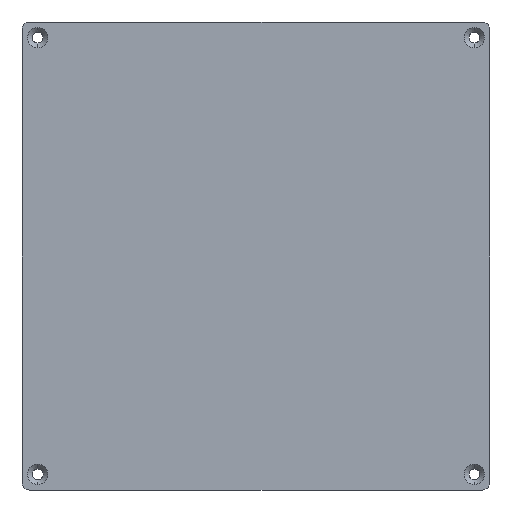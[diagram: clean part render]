
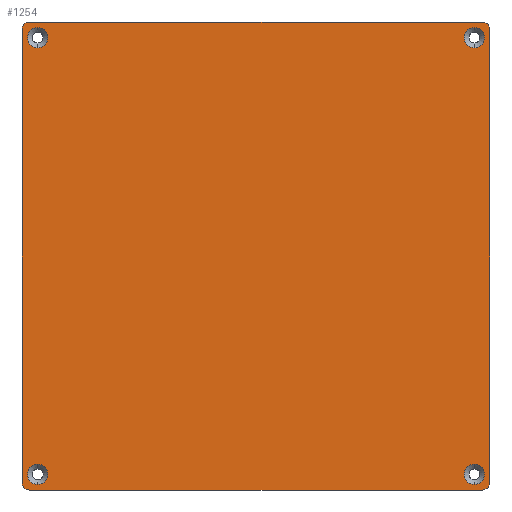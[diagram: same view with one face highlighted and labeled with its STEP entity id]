
A CAD part, front view. The second image highlights one B-rep face of the part: STEP entity #1254.
In plain terms, the highlighted planar face has unit normal (0, -1, 0).
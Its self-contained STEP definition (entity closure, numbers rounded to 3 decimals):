
#37 = CARTESIAN_POINT ( 'NONE',  ( -140., 0., 140. ) ) ;
#38 = ORIENTED_EDGE ( 'NONE', *, *, #7606, .T. ) ;
#55 = EDGE_CURVE ( 'NONE', #4044, #7708, #6473, .T. ) ;
#73 = CIRCLE ( 'NONE', #3339, 6.5 ) ;
#77 = VERTEX_POINT ( 'NONE', #749 ) ;
#140 = CARTESIAN_POINT ( 'NONE',  ( 140., 0., -140. ) ) ;
#162 = ORIENTED_EDGE ( 'NONE', *, *, #5269, .T. ) ;
#222 = FACE_BOUND ( 'NONE', #5135, .T. ) ;
#301 = DIRECTION ( 'NONE',  ( 1., 0., 0. ) ) ;
#355 = DIRECTION ( 'NONE',  ( 0., -1., 0. ) ) ;
#409 = AXIS2_PLACEMENT_3D ( 'NONE', #6186, #4431, #4996 ) ;
#459 = CIRCLE ( 'NONE', #8009, 6.5 ) ;
#544 = EDGE_CURVE ( 'NONE', #4409, #2038, #7346, .T. ) ;
#564 = VECTOR ( 'NONE', #1364, 1000. ) ;
#621 = CARTESIAN_POINT ( 'NONE',  ( -149.965, 0., -144.407 ) ) ;
#749 = CARTESIAN_POINT ( 'NONE',  ( 145., 0., -150. ) ) ;
#809 = CARTESIAN_POINT ( 'NONE',  ( -139.965, 0., -133.5 ) ) ;
#930 = VECTOR ( 'NONE', #301, 1000. ) ;
#933 = EDGE_LOOP ( 'NONE', ( #2858, #38 ) ) ;
#946 = EDGE_CURVE ( 'NONE', #77, #7329, #7876, .T. ) ;
#1016 = VERTEX_POINT ( 'NONE', #3406 ) ;
#1029 = ORIENTED_EDGE ( 'NONE', *, *, #7684, .T. ) ;
#1085 = CARTESIAN_POINT ( 'NONE',  ( -149.965, 0., 144.407 ) ) ;
#1138 = ORIENTED_EDGE ( 'NONE', *, *, #6029, .T. ) ;
#1215 = AXIS2_PLACEMENT_3D ( 'NONE', #1698, #355, #7817 ) ;
#1232 = EDGE_CURVE ( 'NONE', #7621, #5680, #5584, .T. ) ;
#1254 = ADVANCED_FACE ( 'NONE', ( #2669, #222, #5645, #4508, #5156 ), #4467, .F. ) ;
#1287 = ORIENTED_EDGE ( 'NONE', *, *, #1232, .T. ) ;
#1356 = CARTESIAN_POINT ( 'NONE',  ( 0., 0., 0. ) ) ;
#1364 = DIRECTION ( 'NONE',  ( 1., 0., 0. ) ) ;
#1413 = CARTESIAN_POINT ( 'NONE',  ( 140., 0., 146.5 ) ) ;
#1484 = DIRECTION ( 'NONE',  ( 0., 0., 1. ) ) ;
#1498 = VECTOR ( 'NONE', #6738, 1000. ) ;
#1602 = CIRCLE ( 'NONE', #1215, 5. ) ;
#1698 = CARTESIAN_POINT ( 'NONE',  ( -145., 0., -145. ) ) ;
#1745 = EDGE_CURVE ( 'NONE', #5680, #7621, #6111, .T. ) ;
#1935 = ORIENTED_EDGE ( 'NONE', *, *, #6667, .T. ) ;
#1975 = CARTESIAN_POINT ( 'NONE',  ( 145., 0., 150. ) ) ;
#2012 = CARTESIAN_POINT ( 'NONE',  ( 140., 0., 133.5 ) ) ;
#2013 = DIRECTION ( 'NONE',  ( 0., 1., 0. ) ) ;
#2020 = AXIS2_PLACEMENT_3D ( 'NONE', #7278, #5285, #5365 ) ;
#2038 = VERTEX_POINT ( 'NONE', #1413 ) ;
#2067 = VERTEX_POINT ( 'NONE', #5785 ) ;
#2099 = CARTESIAN_POINT ( 'NONE',  ( 0., 0., -150. ) ) ;
#2294 = CARTESIAN_POINT ( 'NONE',  ( -149.965, 0., 0. ) ) ;
#2433 = CARTESIAN_POINT ( 'NONE',  ( 145., 0., 145. ) ) ;
#2485 = DIRECTION ( 'NONE',  ( 0., 1., 0. ) ) ;
#2496 = EDGE_CURVE ( 'NONE', #4730, #2067, #1602, .T. ) ;
#2506 = VERTEX_POINT ( 'NONE', #1085 ) ;
#2545 = DIRECTION ( 'NONE',  ( 0., 0., 1. ) ) ;
#2591 = CARTESIAN_POINT ( 'NONE',  ( 140., 0., 140. ) ) ;
#2655 = DIRECTION ( 'NONE',  ( 0., 0., 1. ) ) ;
#2669 = FACE_OUTER_BOUND ( 'NONE', #5459, .T. ) ;
#2761 = CIRCLE ( 'NONE', #6017, 6.5 ) ;
#2858 = ORIENTED_EDGE ( 'NONE', *, *, #544, .T. ) ;
#3057 = AXIS2_PLACEMENT_3D ( 'NONE', #7023, #5151, #6292 ) ;
#3122 = DIRECTION ( 'NONE',  ( 0., 0., 1. ) ) ;
#3139 = DIRECTION ( 'NONE',  ( 0., 0., 1. ) ) ;
#3221 = EDGE_LOOP ( 'NONE', ( #1935, #1138 ) ) ;
#3229 = CARTESIAN_POINT ( 'NONE',  ( -145., 0., 150. ) ) ;
#3292 = DIRECTION ( 'NONE',  ( 0., 0., 1. ) ) ;
#3309 = CARTESIAN_POINT ( 'NONE',  ( 140., 0., -140. ) ) ;
#3339 = AXIS2_PLACEMENT_3D ( 'NONE', #6479, #3410, #3292 ) ;
#3353 = CARTESIAN_POINT ( 'NONE',  ( -139.965, 0., -140. ) ) ;
#3375 = CARTESIAN_POINT ( 'NONE',  ( 150., 0., -145. ) ) ;
#3394 = CIRCLE ( 'NONE', #4185, 6.5 ) ;
#3406 = CARTESIAN_POINT ( 'NONE',  ( -140., 0., 146.5 ) ) ;
#3410 = DIRECTION ( 'NONE',  ( 0., 1., 0. ) ) ;
#3609 = CARTESIAN_POINT ( 'NONE',  ( -140., 0., 133.5 ) ) ;
#3630 = ORIENTED_EDGE ( 'NONE', *, *, #4201, .F. ) ;
#3697 = DIRECTION ( 'NONE',  ( 0., 1., 0. ) ) ;
#3773 = DIRECTION ( 'NONE',  ( 0., 0., 1. ) ) ;
#3963 = DIRECTION ( 'NONE',  ( 0., 1., 0. ) ) ;
#3998 = CARTESIAN_POINT ( 'NONE',  ( 150., 0., 145. ) ) ;
#4044 = VERTEX_POINT ( 'NONE', #3229 ) ;
#4066 = ORIENTED_EDGE ( 'NONE', *, *, #7585, .T. ) ;
#4087 = DIRECTION ( 'NONE',  ( 0., 0., 1. ) ) ;
#4185 = AXIS2_PLACEMENT_3D ( 'NONE', #140, #7688, #1484 ) ;
#4201 = EDGE_CURVE ( 'NONE', #5733, #7329, #4658, .T. ) ;
#4255 = LINE ( 'NONE', #2294, #1498 ) ;
#4385 = DIRECTION ( 'NONE',  ( 0., 1., 0. ) ) ;
#4392 = DIRECTION ( 'NONE',  ( 0., 1., 0. ) ) ;
#4409 = VERTEX_POINT ( 'NONE', #2012 ) ;
#4431 = DIRECTION ( 'NONE',  ( 0., -1., 0. ) ) ;
#4467 = PLANE ( 'NONE',  #5325 ) ;
#4508 = FACE_BOUND ( 'NONE', #3221, .T. ) ;
#4558 = CARTESIAN_POINT ( 'NONE',  ( 0., 0., 150. ) ) ;
#4597 = VERTEX_POINT ( 'NONE', #3609 ) ;
#4658 = LINE ( 'NONE', #5310, #7645 ) ;
#4730 = VERTEX_POINT ( 'NONE', #621 ) ;
#4855 = ORIENTED_EDGE ( 'NONE', *, *, #7697, .T. ) ;
#4996 = DIRECTION ( 'NONE',  ( 0., 0., 1. ) ) ;
#5135 = EDGE_LOOP ( 'NONE', ( #4855, #162 ) ) ;
#5151 = DIRECTION ( 'NONE',  ( 0., 1., 0. ) ) ;
#5156 = FACE_BOUND ( 'NONE', #933, .T. ) ;
#5186 = ORIENTED_EDGE ( 'NONE', *, *, #1745, .T. ) ;
#5269 = EDGE_CURVE ( 'NONE', #6888, #6436, #6559, .T. ) ;
#5285 = DIRECTION ( 'NONE',  ( 0., -1., 0. ) ) ;
#5300 = CARTESIAN_POINT ( 'NONE',  ( 140., 0., -133.5 ) ) ;
#5310 = CARTESIAN_POINT ( 'NONE',  ( 150., 0., 0. ) ) ;
#5325 = AXIS2_PLACEMENT_3D ( 'NONE', #1356, #2013, #2545 ) ;
#5365 = DIRECTION ( 'NONE',  ( 0., 0., 1. ) ) ;
#5459 = EDGE_LOOP ( 'NONE', ( #4066, #6021, #5500, #1029, #7663, #3630, #5585, #5973 ) ) ;
#5500 = ORIENTED_EDGE ( 'NONE', *, *, #2496, .T. ) ;
#5584 = CIRCLE ( 'NONE', #7276, 6.5 ) ;
#5585 = ORIENTED_EDGE ( 'NONE', *, *, #7574, .F. ) ;
#5645 = FACE_BOUND ( 'NONE', #7079, .T. ) ;
#5680 = VERTEX_POINT ( 'NONE', #809 ) ;
#5733 = VERTEX_POINT ( 'NONE', #3998 ) ;
#5785 = CARTESIAN_POINT ( 'NONE',  ( -145., 0., -150. ) ) ;
#5804 = DIRECTION ( 'NONE',  ( 0., 1., 0. ) ) ;
#5815 = DIRECTION ( 'NONE',  ( 0., 0., 1. ) ) ;
#5962 = CARTESIAN_POINT ( 'NONE',  ( 140., 0., -146.5 ) ) ;
#5973 = ORIENTED_EDGE ( 'NONE', *, *, #55, .F. ) ;
#6017 = AXIS2_PLACEMENT_3D ( 'NONE', #2591, #3697, #3122 ) ;
#6021 = ORIENTED_EDGE ( 'NONE', *, *, #6548, .T. ) ;
#6029 = EDGE_CURVE ( 'NONE', #1016, #4597, #73, .T. ) ;
#6111 = CIRCLE ( 'NONE', #7010, 6.5 ) ;
#6148 = CIRCLE ( 'NONE', #6273, 5. ) ;
#6186 = CARTESIAN_POINT ( 'NONE',  ( -145., 0., 145. ) ) ;
#6273 = AXIS2_PLACEMENT_3D ( 'NONE', #2433, #4392, #3773 ) ;
#6292 = DIRECTION ( 'NONE',  ( 0., 0., 1. ) ) ;
#6341 = CARTESIAN_POINT ( 'NONE',  ( -139.965, 0., -140. ) ) ;
#6408 = CIRCLE ( 'NONE', #409, 5. ) ;
#6436 = VERTEX_POINT ( 'NONE', #5962 ) ;
#6473 = LINE ( 'NONE', #4558, #564 ) ;
#6479 = CARTESIAN_POINT ( 'NONE',  ( -140., 0., 140. ) ) ;
#6548 = EDGE_CURVE ( 'NONE', #2506, #4730, #4255, .T. ) ;
#6559 = CIRCLE ( 'NONE', #7718, 6.5 ) ;
#6667 = EDGE_CURVE ( 'NONE', #4597, #1016, #459, .T. ) ;
#6738 = DIRECTION ( 'NONE',  ( 0., 0., -1. ) ) ;
#6833 = CARTESIAN_POINT ( 'NONE',  ( -139.965, 0., -146.5 ) ) ;
#6888 = VERTEX_POINT ( 'NONE', #5300 ) ;
#7010 = AXIS2_PLACEMENT_3D ( 'NONE', #3353, #5804, #4087 ) ;
#7023 = CARTESIAN_POINT ( 'NONE',  ( 140., 0., 140. ) ) ;
#7074 = LINE ( 'NONE', #2099, #930 ) ;
#7079 = EDGE_LOOP ( 'NONE', ( #1287, #5186 ) ) ;
#7141 = DIRECTION ( 'NONE',  ( 0., 0., -1. ) ) ;
#7276 = AXIS2_PLACEMENT_3D ( 'NONE', #6341, #4385, #5815 ) ;
#7278 = CARTESIAN_POINT ( 'NONE',  ( 145., 0., -145. ) ) ;
#7329 = VERTEX_POINT ( 'NONE', #3375 ) ;
#7346 = CIRCLE ( 'NONE', #3057, 6.5 ) ;
#7574 = EDGE_CURVE ( 'NONE', #7708, #5733, #6148, .T. ) ;
#7585 = EDGE_CURVE ( 'NONE', #4044, #2506, #6408, .T. ) ;
#7606 = EDGE_CURVE ( 'NONE', #2038, #4409, #2761, .T. ) ;
#7621 = VERTEX_POINT ( 'NONE', #6833 ) ;
#7645 = VECTOR ( 'NONE', #7141, 1000. ) ;
#7663 = ORIENTED_EDGE ( 'NONE', *, *, #946, .T. ) ;
#7684 = EDGE_CURVE ( 'NONE', #2067, #77, #7074, .T. ) ;
#7688 = DIRECTION ( 'NONE',  ( 0., 1., 0. ) ) ;
#7697 = EDGE_CURVE ( 'NONE', #6436, #6888, #3394, .T. ) ;
#7708 = VERTEX_POINT ( 'NONE', #1975 ) ;
#7718 = AXIS2_PLACEMENT_3D ( 'NONE', #3309, #3963, #2655 ) ;
#7817 = DIRECTION ( 'NONE',  ( 0., 0., 1. ) ) ;
#7876 = CIRCLE ( 'NONE', #2020, 5. ) ;
#8009 = AXIS2_PLACEMENT_3D ( 'NONE', #37, #2485, #3139 ) ;
